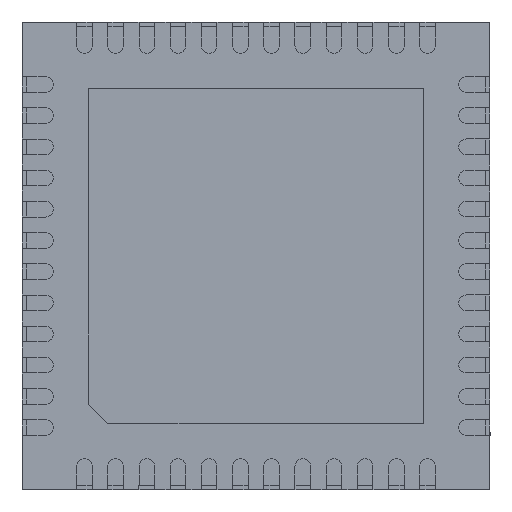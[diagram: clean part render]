
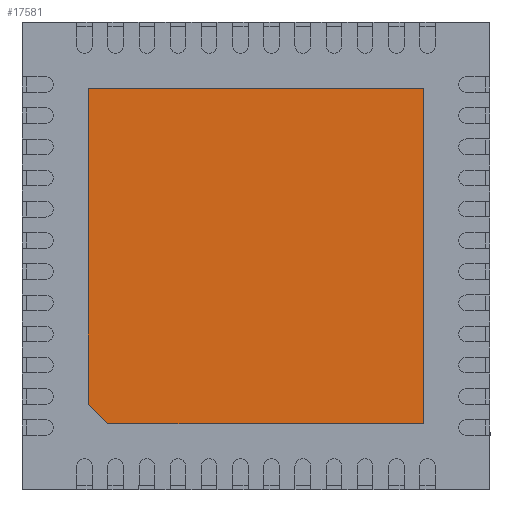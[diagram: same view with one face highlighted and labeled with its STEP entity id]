
A CAD part, front view. The second image highlights one B-rep face of the part: STEP entity #17581.
In plain terms, the highlighted planar face has unit normal (0, -1, 0).
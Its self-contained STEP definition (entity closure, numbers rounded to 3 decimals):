
#471 = CARTESIAN_POINT ( 'NONE',  ( -1.9, 0., -2.15 ) ) ;
#705 = VERTEX_POINT ( 'NONE', #23451 ) ;
#805 = LINE ( 'NONE', #17467, #14875 ) ;
#1167 = LINE ( 'NONE', #15342, #11375 ) ;
#1373 = CARTESIAN_POINT ( 'NONE',  ( -2.15, 0., -1.9 ) ) ;
#1642 = CARTESIAN_POINT ( 'NONE',  ( -1.9, 0., -2.15 ) ) ;
#1953 = VECTOR ( 'NONE', #21584, 1000. ) ;
#2726 = EDGE_CURVE ( 'NONE', #16958, #16346, #22329, .T. ) ;
#3311 = DIRECTION ( 'NONE',  ( 0., 0., 1. ) ) ;
#3393 = VECTOR ( 'NONE', #5785, 1000. ) ;
#3746 = EDGE_CURVE ( 'NONE', #6901, #16958, #805, .T. ) ;
#4076 = EDGE_CURVE ( 'NONE', #16346, #705, #10397, .T. ) ;
#5281 = VECTOR ( 'NONE', #3311, 1000. ) ;
#5785 = DIRECTION ( 'NONE',  ( 0., 0., -1. ) ) ;
#6901 = VERTEX_POINT ( 'NONE', #12647 ) ;
#7572 = VERTEX_POINT ( 'NONE', #20122 ) ;
#7805 = DIRECTION ( 'NONE',  ( 0., 0., 1. ) ) ;
#8069 = EDGE_CURVE ( 'NONE', #705, #7572, #1167, .T. ) ;
#8513 = LINE ( 'NONE', #21091, #3393 ) ;
#9902 = DIRECTION ( 'NONE',  ( -1., 0., 0. ) ) ;
#10127 = ORIENTED_EDGE ( 'NONE', *, *, #4076, .F. ) ;
#10397 = LINE ( 'NONE', #1373, #5281 ) ;
#10852 = ORIENTED_EDGE ( 'NONE', *, *, #13982, .F. ) ;
#11283 = EDGE_LOOP ( 'NONE', ( #12141, #10127, #19936, #16858, #10852 ) ) ;
#11375 = VECTOR ( 'NONE', #19199, 1000. ) ;
#11738 = AXIS2_PLACEMENT_3D ( 'NONE', #13460, #19249, #7805 ) ;
#12141 = ORIENTED_EDGE ( 'NONE', *, *, #8069, .F. ) ;
#12647 = CARTESIAN_POINT ( 'NONE',  ( 2.15, 0., -2.15 ) ) ;
#13131 = FACE_OUTER_BOUND ( 'NONE', #11283, .T. ) ;
#13460 = CARTESIAN_POINT ( 'NONE',  ( 0., 0., 0. ) ) ;
#13982 = EDGE_CURVE ( 'NONE', #7572, #6901, #8513, .T. ) ;
#14875 = VECTOR ( 'NONE', #9902, 1000. ) ;
#15342 = CARTESIAN_POINT ( 'NONE',  ( -2.15, 0., 2.15 ) ) ;
#16346 = VERTEX_POINT ( 'NONE', #22714 ) ;
#16858 = ORIENTED_EDGE ( 'NONE', *, *, #3746, .F. ) ;
#16958 = VERTEX_POINT ( 'NONE', #1642 ) ;
#17467 = CARTESIAN_POINT ( 'NONE',  ( 2.15, 0., -2.15 ) ) ;
#17581 = ADVANCED_FACE ( 'NONE', ( #13131 ), #23028, .F. ) ;
#19199 = DIRECTION ( 'NONE',  ( 1., 0., 0. ) ) ;
#19249 = DIRECTION ( 'NONE',  ( 0., 1., 0. ) ) ;
#19936 = ORIENTED_EDGE ( 'NONE', *, *, #2726, .F. ) ;
#20122 = CARTESIAN_POINT ( 'NONE',  ( 2.15, 0., 2.15 ) ) ;
#21091 = CARTESIAN_POINT ( 'NONE',  ( 2.15, 0., 2.15 ) ) ;
#21584 = DIRECTION ( 'NONE',  ( -0.707, 0., 0.707 ) ) ;
#22329 = LINE ( 'NONE', #471, #1953 ) ;
#22714 = CARTESIAN_POINT ( 'NONE',  ( -2.15, 0., -1.9 ) ) ;
#23028 = PLANE ( 'NONE',  #11738 ) ;
#23451 = CARTESIAN_POINT ( 'NONE',  ( -2.15, 0., 2.15 ) ) ;
